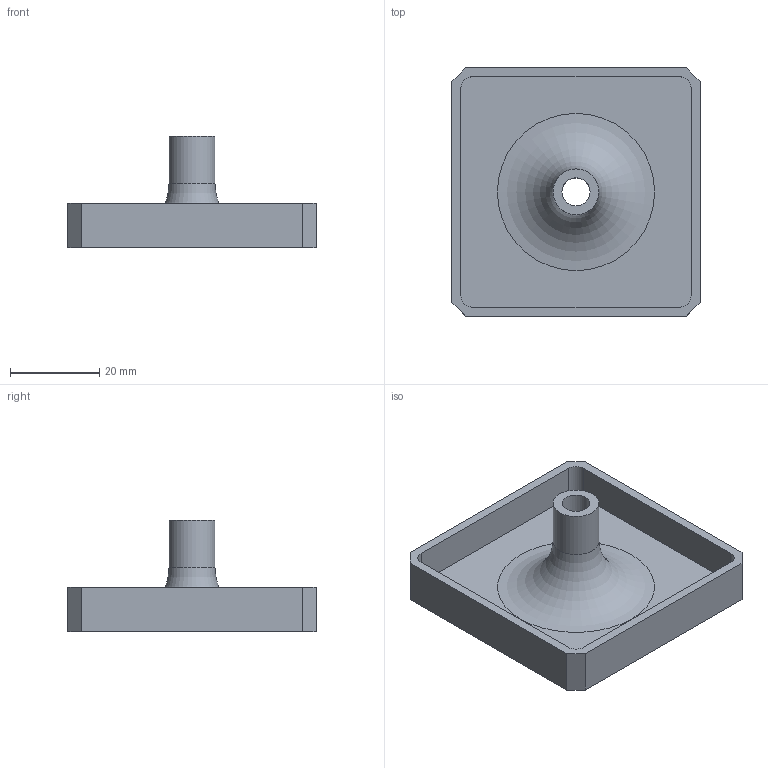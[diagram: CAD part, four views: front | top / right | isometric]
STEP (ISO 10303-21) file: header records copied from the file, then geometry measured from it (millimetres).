
FILE_DESCRIPTION(/* description */ (''),/* implementation_level */ '2;1');
FILE_NAME(/* name */ 'wled-lada v5.step',/* time_stamp */ '2023-12-16T19:08:22+01:00',/* author */ (''),/* organization */ (''),/* preprocessor_version */ 'ST-DEVELOPER v20',/* originating_system */ 'Autodesk Translation Framework v12.14.0.127',/* authorisation */ '');
FILE_SCHEMA (('AUTOMOTIVE_DESIGN { 1 0 10303 214 3 1 1 }'));
Length unit declared in the file: millimetre
Products named in the file (1): wled-lada
Bounding box: 55.7 x 55.7 x 25 mm (x, y, z)
Volume: 12315.1 mm3; surface area: 11019.3 mm2
Topology: 1 solids, 1 shells, 23 faces, 57 edges, 38 vertices
Faces by surface type: plane 16, cylinder 6, torus 1
Full cylindrical faces by diameter (mm): 6.3 x1, 10.3 x1
Entity records: 723 total; most frequent: DIRECTION 120, CARTESIAN_POINT 119, ORIENTED_EDGE 114, EDGE_CURVE 57, LINE 42, VECTOR 42, AXIS2_PLACEMENT_3D 39, VERTEX_POINT 38
